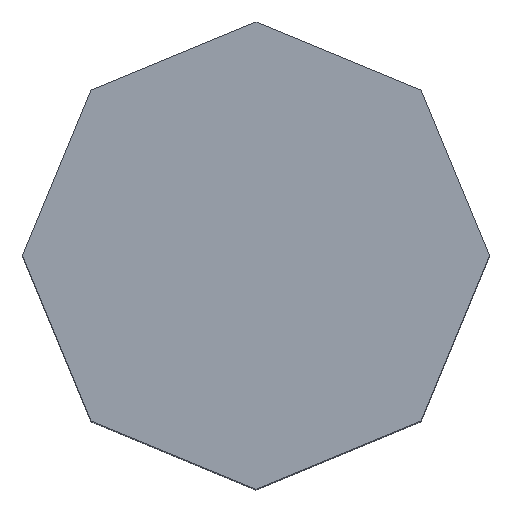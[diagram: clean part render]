
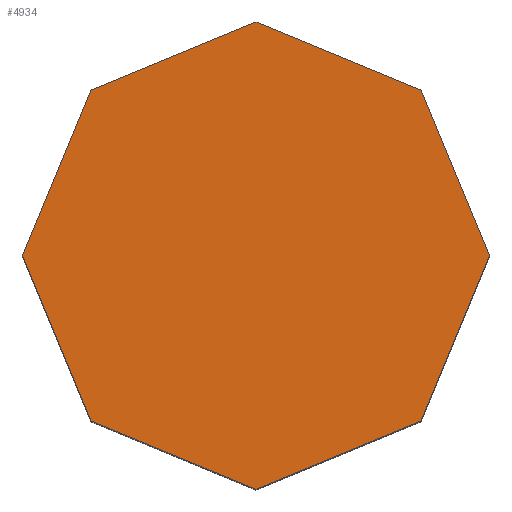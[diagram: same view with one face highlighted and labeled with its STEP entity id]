
A CAD part, top view. The second image highlights one B-rep face of the part: STEP entity #4934.
In plain terms, the highlighted planar face has unit normal (0, 0, 1).
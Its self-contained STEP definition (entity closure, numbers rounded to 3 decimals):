
#1738 = PLANE('',#1739);
#1739 = AXIS2_PLACEMENT_3D('',#1740,#1741,#1742);
#1740 = CARTESIAN_POINT('',(-57.9,-66.9,-7.));
#1741 = DIRECTION('',(-0.924,-0.383,0.));
#1742 = DIRECTION('',(-0.383,0.924,0.));
#1766 = PLANE('',#1767);
#1767 = AXIS2_PLACEMENT_3D('',#1768,#1769,#1770);
#1768 = CARTESIAN_POINT('',(-60.536,-60.536,-7.));
#1769 = DIRECTION('',(-0.383,-0.924,0.));
#1770 = DIRECTION('',(-0.924,0.383,0.));
#1794 = PLANE('',#1795);
#1795 = AXIS2_PLACEMENT_3D('',#1796,#1797,#1798);
#1796 = CARTESIAN_POINT('',(-66.9,-57.9,-7.));
#1797 = DIRECTION('',(0.383,-0.924,0.));
#1798 = DIRECTION('',(-0.924,-0.383,0.));
#1822 = PLANE('',#1823);
#1823 = AXIS2_PLACEMENT_3D('',#1824,#1825,#1826);
#1824 = CARTESIAN_POINT('',(-73.264,-60.536,-7.));
#1825 = DIRECTION('',(0.924,-0.383,0.));
#1826 = DIRECTION('',(-0.383,-0.924,0.));
#1850 = PLANE('',#1851);
#1851 = AXIS2_PLACEMENT_3D('',#1852,#1853,#1854);
#1852 = CARTESIAN_POINT('',(-75.9,-66.9,-7.));
#1853 = DIRECTION('',(0.924,0.383,0.));
#1854 = DIRECTION('',(0.383,-0.924,0.));
#1878 = PLANE('',#1879);
#1879 = AXIS2_PLACEMENT_3D('',#1880,#1881,#1882);
#1880 = CARTESIAN_POINT('',(-73.264,-73.264,-7.));
#1881 = DIRECTION('',(0.383,0.924,0.));
#1882 = DIRECTION('',(0.924,-0.383,0.));
#1906 = PLANE('',#1907);
#1907 = AXIS2_PLACEMENT_3D('',#1908,#1909,#1910);
#1908 = CARTESIAN_POINT('',(-66.9,-75.9,-7.));
#1909 = DIRECTION('',(-0.383,0.924,0.));
#1910 = DIRECTION('',(0.924,0.383,0.));
#1932 = PLANE('',#1933);
#1933 = AXIS2_PLACEMENT_3D('',#1934,#1935,#1936);
#1934 = CARTESIAN_POINT('',(-60.536,-73.264,-7.));
#1935 = DIRECTION('',(-0.924,0.383,0.));
#1936 = DIRECTION('',(0.383,0.924,0.));
#4533 = VERTEX_POINT('',#4534);
#4534 = CARTESIAN_POINT('',(-57.9,-66.9,11.5));
#4555 = EDGE_CURVE('',#4533,#4556,#4558,.T.);
#4556 = VERTEX_POINT('',#4557);
#4557 = CARTESIAN_POINT('',(-60.536,-60.536,11.5));
#4558 = SURFACE_CURVE('',#4559,(#4563,#4570),.PCURVE_S1.);
#4559 = LINE('',#4560,#4561);
#4560 = CARTESIAN_POINT('',(-57.9,-66.9,11.5));
#4561 = VECTOR('',#4562,1.);
#4562 = DIRECTION('',(-0.383,0.924,0.));
#4563 = PCURVE('',#1738,#4564);
#4564 = DEFINITIONAL_REPRESENTATION('',(#4565),#4569);
#4565 = LINE('',#4566,#4567);
#4566 = CARTESIAN_POINT('',(0.,-18.5));
#4567 = VECTOR('',#4568,1.);
#4568 = DIRECTION('',(1.,0.));
#4569 = ( GEOMETRIC_REPRESENTATION_CONTEXT(2) 
PARAMETRIC_REPRESENTATION_CONTEXT() REPRESENTATION_CONTEXT('2D SPACE',''
  ) );
#4570 = PCURVE('',#4571,#4576);
#4571 = PLANE('',#4572);
#4572 = AXIS2_PLACEMENT_3D('',#4573,#4574,#4575);
#4573 = CARTESIAN_POINT('',(-66.9,-66.9,11.5));
#4574 = DIRECTION('',(0.,0.,1.));
#4575 = DIRECTION('',(1.,0.,0.));
#4576 = DEFINITIONAL_REPRESENTATION('',(#4577),#4581);
#4577 = LINE('',#4578,#4579);
#4578 = CARTESIAN_POINT('',(9.,0.));
#4579 = VECTOR('',#4580,1.);
#4580 = DIRECTION('',(-0.383,0.924));
#4581 = ( GEOMETRIC_REPRESENTATION_CONTEXT(2) 
PARAMETRIC_REPRESENTATION_CONTEXT() REPRESENTATION_CONTEXT('2D SPACE',''
  ) );
#4609 = VERTEX_POINT('',#4610);
#4610 = CARTESIAN_POINT('',(-60.536,-73.264,11.5));
#4631 = EDGE_CURVE('',#4609,#4533,#4632,.T.);
#4632 = SURFACE_CURVE('',#4633,(#4637,#4644),.PCURVE_S1.);
#4633 = LINE('',#4634,#4635);
#4634 = CARTESIAN_POINT('',(-60.536,-73.264,11.5));
#4635 = VECTOR('',#4636,1.);
#4636 = DIRECTION('',(0.383,0.924,0.));
#4637 = PCURVE('',#1932,#4638);
#4638 = DEFINITIONAL_REPRESENTATION('',(#4639),#4643);
#4639 = LINE('',#4640,#4641);
#4640 = CARTESIAN_POINT('',(0.,-18.5));
#4641 = VECTOR('',#4642,1.);
#4642 = DIRECTION('',(1.,0.));
#4643 = ( GEOMETRIC_REPRESENTATION_CONTEXT(2) 
PARAMETRIC_REPRESENTATION_CONTEXT() REPRESENTATION_CONTEXT('2D SPACE',''
  ) );
#4644 = PCURVE('',#4571,#4645);
#4645 = DEFINITIONAL_REPRESENTATION('',(#4646),#4650);
#4646 = LINE('',#4647,#4648);
#4647 = CARTESIAN_POINT('',(6.364,-6.364));
#4648 = VECTOR('',#4649,1.);
#4649 = DIRECTION('',(0.383,0.924));
#4650 = ( GEOMETRIC_REPRESENTATION_CONTEXT(2) 
PARAMETRIC_REPRESENTATION_CONTEXT() REPRESENTATION_CONTEXT('2D SPACE',''
  ) );
#4658 = EDGE_CURVE('',#4556,#4659,#4661,.T.);
#4659 = VERTEX_POINT('',#4660);
#4660 = CARTESIAN_POINT('',(-66.9,-57.9,11.5));
#4661 = SURFACE_CURVE('',#4662,(#4666,#4673),.PCURVE_S1.);
#4662 = LINE('',#4663,#4664);
#4663 = CARTESIAN_POINT('',(-60.536,-60.536,11.5));
#4664 = VECTOR('',#4665,1.);
#4665 = DIRECTION('',(-0.924,0.383,0.));
#4666 = PCURVE('',#1766,#4667);
#4667 = DEFINITIONAL_REPRESENTATION('',(#4668),#4672);
#4668 = LINE('',#4669,#4670);
#4669 = CARTESIAN_POINT('',(0.,-18.5));
#4670 = VECTOR('',#4671,1.);
#4671 = DIRECTION('',(1.,0.));
#4672 = ( GEOMETRIC_REPRESENTATION_CONTEXT(2) 
PARAMETRIC_REPRESENTATION_CONTEXT() REPRESENTATION_CONTEXT('2D SPACE',''
  ) );
#4673 = PCURVE('',#4571,#4674);
#4674 = DEFINITIONAL_REPRESENTATION('',(#4675),#4679);
#4675 = LINE('',#4676,#4677);
#4676 = CARTESIAN_POINT('',(6.364,6.364));
#4677 = VECTOR('',#4678,1.);
#4678 = DIRECTION('',(-0.924,0.383));
#4679 = ( GEOMETRIC_REPRESENTATION_CONTEXT(2) 
PARAMETRIC_REPRESENTATION_CONTEXT() REPRESENTATION_CONTEXT('2D SPACE',''
  ) );
#4707 = VERTEX_POINT('',#4708);
#4708 = CARTESIAN_POINT('',(-66.9,-75.9,11.5));
#4729 = EDGE_CURVE('',#4707,#4609,#4730,.T.);
#4730 = SURFACE_CURVE('',#4731,(#4735,#4742),.PCURVE_S1.);
#4731 = LINE('',#4732,#4733);
#4732 = CARTESIAN_POINT('',(-66.9,-75.9,11.5));
#4733 = VECTOR('',#4734,1.);
#4734 = DIRECTION('',(0.924,0.383,0.));
#4735 = PCURVE('',#1906,#4736);
#4736 = DEFINITIONAL_REPRESENTATION('',(#4737),#4741);
#4737 = LINE('',#4738,#4739);
#4738 = CARTESIAN_POINT('',(0.,-18.5));
#4739 = VECTOR('',#4740,1.);
#4740 = DIRECTION('',(1.,0.));
#4741 = ( GEOMETRIC_REPRESENTATION_CONTEXT(2) 
PARAMETRIC_REPRESENTATION_CONTEXT() REPRESENTATION_CONTEXT('2D SPACE',''
  ) );
#4742 = PCURVE('',#4571,#4743);
#4743 = DEFINITIONAL_REPRESENTATION('',(#4744),#4748);
#4744 = LINE('',#4745,#4746);
#4745 = CARTESIAN_POINT('',(0.,-9.));
#4746 = VECTOR('',#4747,1.);
#4747 = DIRECTION('',(0.924,0.383));
#4748 = ( GEOMETRIC_REPRESENTATION_CONTEXT(2) 
PARAMETRIC_REPRESENTATION_CONTEXT() REPRESENTATION_CONTEXT('2D SPACE',''
  ) );
#4756 = EDGE_CURVE('',#4659,#4757,#4759,.T.);
#4757 = VERTEX_POINT('',#4758);
#4758 = CARTESIAN_POINT('',(-73.264,-60.536,11.5));
#4759 = SURFACE_CURVE('',#4760,(#4764,#4771),.PCURVE_S1.);
#4760 = LINE('',#4761,#4762);
#4761 = CARTESIAN_POINT('',(-66.9,-57.9,11.5));
#4762 = VECTOR('',#4763,1.);
#4763 = DIRECTION('',(-0.924,-0.383,0.));
#4764 = PCURVE('',#1794,#4765);
#4765 = DEFINITIONAL_REPRESENTATION('',(#4766),#4770);
#4766 = LINE('',#4767,#4768);
#4767 = CARTESIAN_POINT('',(0.,-18.5));
#4768 = VECTOR('',#4769,1.);
#4769 = DIRECTION('',(1.,0.));
#4770 = ( GEOMETRIC_REPRESENTATION_CONTEXT(2) 
PARAMETRIC_REPRESENTATION_CONTEXT() REPRESENTATION_CONTEXT('2D SPACE',''
  ) );
#4771 = PCURVE('',#4571,#4772);
#4772 = DEFINITIONAL_REPRESENTATION('',(#4773),#4777);
#4773 = LINE('',#4774,#4775);
#4774 = CARTESIAN_POINT('',(0.,9.));
#4775 = VECTOR('',#4776,1.);
#4776 = DIRECTION('',(-0.924,-0.383));
#4777 = ( GEOMETRIC_REPRESENTATION_CONTEXT(2) 
PARAMETRIC_REPRESENTATION_CONTEXT() REPRESENTATION_CONTEXT('2D SPACE',''
  ) );
#4805 = VERTEX_POINT('',#4806);
#4806 = CARTESIAN_POINT('',(-73.264,-73.264,11.5));
#4827 = EDGE_CURVE('',#4805,#4707,#4828,.T.);
#4828 = SURFACE_CURVE('',#4829,(#4833,#4840),.PCURVE_S1.);
#4829 = LINE('',#4830,#4831);
#4830 = CARTESIAN_POINT('',(-73.264,-73.264,11.5));
#4831 = VECTOR('',#4832,1.);
#4832 = DIRECTION('',(0.924,-0.383,0.));
#4833 = PCURVE('',#1878,#4834);
#4834 = DEFINITIONAL_REPRESENTATION('',(#4835),#4839);
#4835 = LINE('',#4836,#4837);
#4836 = CARTESIAN_POINT('',(0.,-18.5));
#4837 = VECTOR('',#4838,1.);
#4838 = DIRECTION('',(1.,0.));
#4839 = ( GEOMETRIC_REPRESENTATION_CONTEXT(2) 
PARAMETRIC_REPRESENTATION_CONTEXT() REPRESENTATION_CONTEXT('2D SPACE',''
  ) );
#4840 = PCURVE('',#4571,#4841);
#4841 = DEFINITIONAL_REPRESENTATION('',(#4842),#4846);
#4842 = LINE('',#4843,#4844);
#4843 = CARTESIAN_POINT('',(-6.364,-6.364));
#4844 = VECTOR('',#4845,1.);
#4845 = DIRECTION('',(0.924,-0.383));
#4846 = ( GEOMETRIC_REPRESENTATION_CONTEXT(2) 
PARAMETRIC_REPRESENTATION_CONTEXT() REPRESENTATION_CONTEXT('2D SPACE',''
  ) );
#4854 = EDGE_CURVE('',#4757,#4855,#4857,.T.);
#4855 = VERTEX_POINT('',#4856);
#4856 = CARTESIAN_POINT('',(-75.9,-66.9,11.5));
#4857 = SURFACE_CURVE('',#4858,(#4862,#4869),.PCURVE_S1.);
#4858 = LINE('',#4859,#4860);
#4859 = CARTESIAN_POINT('',(-73.264,-60.536,11.5));
#4860 = VECTOR('',#4861,1.);
#4861 = DIRECTION('',(-0.383,-0.924,0.));
#4862 = PCURVE('',#1822,#4863);
#4863 = DEFINITIONAL_REPRESENTATION('',(#4864),#4868);
#4864 = LINE('',#4865,#4866);
#4865 = CARTESIAN_POINT('',(0.,-18.5));
#4866 = VECTOR('',#4867,1.);
#4867 = DIRECTION('',(1.,0.));
#4868 = ( GEOMETRIC_REPRESENTATION_CONTEXT(2) 
PARAMETRIC_REPRESENTATION_CONTEXT() REPRESENTATION_CONTEXT('2D SPACE',''
  ) );
#4869 = PCURVE('',#4571,#4870);
#4870 = DEFINITIONAL_REPRESENTATION('',(#4871),#4875);
#4871 = LINE('',#4872,#4873);
#4872 = CARTESIAN_POINT('',(-6.364,6.364));
#4873 = VECTOR('',#4874,1.);
#4874 = DIRECTION('',(-0.383,-0.924));
#4875 = ( GEOMETRIC_REPRESENTATION_CONTEXT(2) 
PARAMETRIC_REPRESENTATION_CONTEXT() REPRESENTATION_CONTEXT('2D SPACE',''
  ) );
#4903 = EDGE_CURVE('',#4855,#4805,#4904,.T.);
#4904 = SURFACE_CURVE('',#4905,(#4909,#4916),.PCURVE_S1.);
#4905 = LINE('',#4906,#4907);
#4906 = CARTESIAN_POINT('',(-75.9,-66.9,11.5));
#4907 = VECTOR('',#4908,1.);
#4908 = DIRECTION('',(0.383,-0.924,0.));
#4909 = PCURVE('',#1850,#4910);
#4910 = DEFINITIONAL_REPRESENTATION('',(#4911),#4915);
#4911 = LINE('',#4912,#4913);
#4912 = CARTESIAN_POINT('',(0.,-18.5));
#4913 = VECTOR('',#4914,1.);
#4914 = DIRECTION('',(1.,0.));
#4915 = ( GEOMETRIC_REPRESENTATION_CONTEXT(2) 
PARAMETRIC_REPRESENTATION_CONTEXT() REPRESENTATION_CONTEXT('2D SPACE',''
  ) );
#4916 = PCURVE('',#4571,#4917);
#4917 = DEFINITIONAL_REPRESENTATION('',(#4918),#4922);
#4918 = LINE('',#4919,#4920);
#4919 = CARTESIAN_POINT('',(-9.,0.));
#4920 = VECTOR('',#4921,1.);
#4921 = DIRECTION('',(0.383,-0.924));
#4922 = ( GEOMETRIC_REPRESENTATION_CONTEXT(2) 
PARAMETRIC_REPRESENTATION_CONTEXT() REPRESENTATION_CONTEXT('2D SPACE',''
  ) );
#4934 = ADVANCED_FACE('',(#4935),#4571,.T.);
#4935 = FACE_BOUND('',#4936,.T.);
#4936 = EDGE_LOOP('',(#4937,#4938,#4939,#4940,#4941,#4942,#4943,#4944));
#4937 = ORIENTED_EDGE('',*,*,#4555,.T.);
#4938 = ORIENTED_EDGE('',*,*,#4658,.T.);
#4939 = ORIENTED_EDGE('',*,*,#4756,.T.);
#4940 = ORIENTED_EDGE('',*,*,#4854,.T.);
#4941 = ORIENTED_EDGE('',*,*,#4903,.T.);
#4942 = ORIENTED_EDGE('',*,*,#4827,.T.);
#4943 = ORIENTED_EDGE('',*,*,#4729,.T.);
#4944 = ORIENTED_EDGE('',*,*,#4631,.T.);
